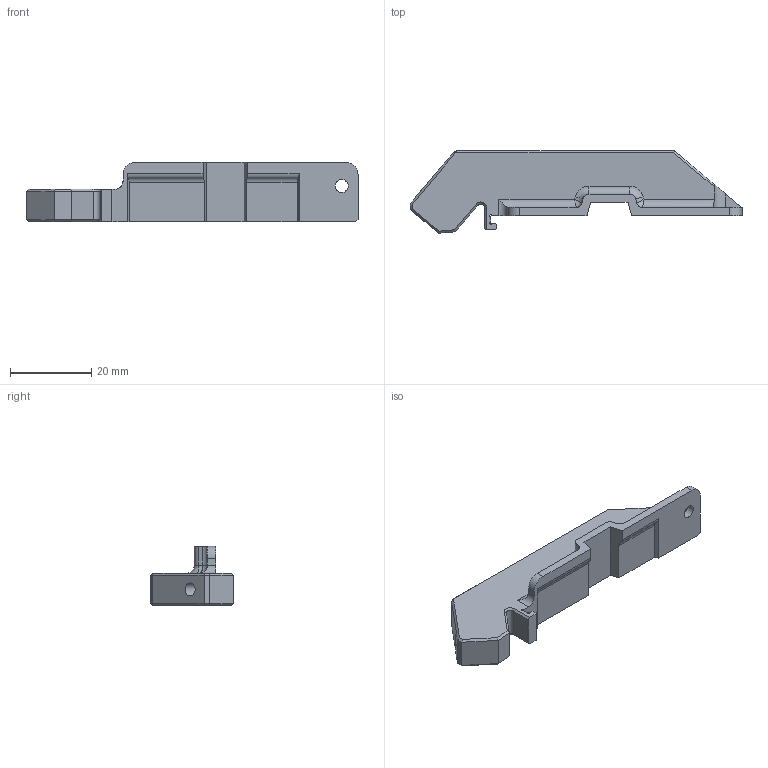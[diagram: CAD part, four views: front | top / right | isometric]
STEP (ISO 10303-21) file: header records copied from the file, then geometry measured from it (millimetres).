
FILE_DESCRIPTION(/* description */ (''),/* implementation_level */ '2;1');
FILE_NAME(/* name */ 'xlcd_support_enclosure_R-R1.stp',/* time_stamp */ '2023-07-03T09:39:46+02:00',/* author */ ('borek.rajtora'),/* organization */ (''),/* preprocessor_version */ 'ST-DEVELOPER v19',/* originating_system */ 'Autodesk Inventor 2023',/* authorisation */ '');
FILE_SCHEMA (('AUTOMOTIVE_DESIGN { 1 0 10303 214 3 1 1 }'));
Length unit declared in the file: millimetre
Products named in the file (1): xlcd-support-right-enclosure_E1
Bounding box: 81.94 x 20.35 x 14.65 mm (x, y, z)
Volume: 9262.1 mm3; surface area: 4773.1 mm2
Topology: 1 solids, 1 shells, 125 faces, 329 edges, 207 vertices
Faces by surface type: plane 85, cylinder 25, bspline 11, cone 2, torus 2
Full cylindrical faces by diameter (mm): 3.2 x3
Entity records: 3962 total; most frequent: CARTESIAN_POINT 882, ORIENTED_EDGE 654, DIRECTION 585, EDGE_CURVE 327, LINE 253, VECTOR 253, VERTEX_POINT 207, AXIS2_PLACEMENT_3D 166
